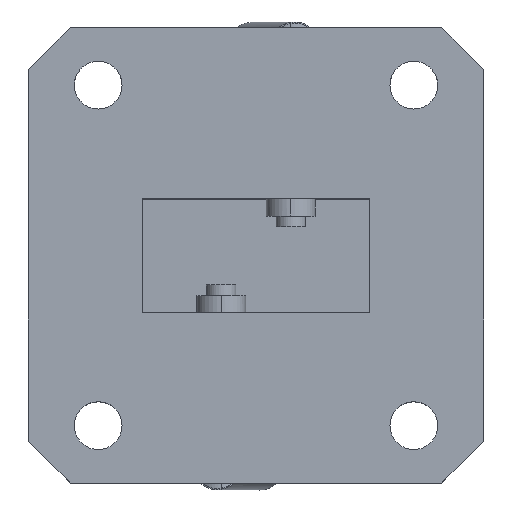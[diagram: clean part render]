
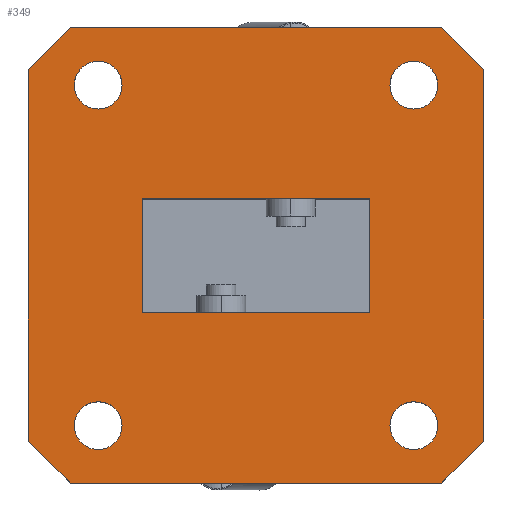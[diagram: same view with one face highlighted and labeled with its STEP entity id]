
A CAD part, top view. The second image highlights one B-rep face of the part: STEP entity #349.
In plain terms, the highlighted planar face has unit normal (0, 0, 1).
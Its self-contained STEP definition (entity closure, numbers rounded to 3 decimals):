
#349=ADVANCED_FACE('',(#701,#702,#703,#704,#705,#706),#707,.T.);
#701=FACE_OUTER_BOUND('',#1073,.T.);
#702=FACE_BOUND('',#1074,.T.);
#703=FACE_BOUND('',#1075,.T.);
#704=FACE_BOUND('',#1076,.T.);
#705=FACE_BOUND('',#1077,.T.);
#706=FACE_BOUND('',#1078,.T.);
#707=PLANE('',#1079);
#1073=EDGE_LOOP('',(#2025,#2026,#2027,#2028,#2029,#2030,#2031,#2032));
#1074=EDGE_LOOP('',(#2033,#2034,#2035,#2036));
#1075=EDGE_LOOP('',(#2037,#2038));
#1076=EDGE_LOOP('',(#2039,#2040));
#1077=EDGE_LOOP('',(#2041,#2042));
#1078=EDGE_LOOP('',(#2043,#2044));
#1079=AXIS2_PLACEMENT_3D('',#2045,#2046,#2047);
#2025=ORIENTED_EDGE('',*,*,#2531,.F.);
#2026=ORIENTED_EDGE('',*,*,#2536,.T.);
#2027=ORIENTED_EDGE('',*,*,#2554,.F.);
#2028=ORIENTED_EDGE('',*,*,#2557,.T.);
#2029=ORIENTED_EDGE('',*,*,#2566,.F.);
#2030=ORIENTED_EDGE('',*,*,#2568,.T.);
#2031=ORIENTED_EDGE('',*,*,#2560,.F.);
#2032=ORIENTED_EDGE('',*,*,#2563,.T.);
#2033=ORIENTED_EDGE('',*,*,#2569,.T.);
#2034=ORIENTED_EDGE('',*,*,#2570,.T.);
#2035=ORIENTED_EDGE('',*,*,#2571,.T.);
#2036=ORIENTED_EDGE('',*,*,#2572,.T.);
#2037=ORIENTED_EDGE('',*,*,#2573,.T.);
#2038=ORIENTED_EDGE('',*,*,#2510,.T.);
#2039=ORIENTED_EDGE('',*,*,#2574,.T.);
#2040=ORIENTED_EDGE('',*,*,#2515,.T.);
#2041=ORIENTED_EDGE('',*,*,#2575,.T.);
#2042=ORIENTED_EDGE('',*,*,#2520,.T.);
#2043=ORIENTED_EDGE('',*,*,#2576,.T.);
#2044=ORIENTED_EDGE('',*,*,#2525,.T.);
#2045=CARTESIAN_POINT('',(0.0,0.0,20.574));
#2046=DIRECTION('',(0.0,0.0,1.0));
#2047=DIRECTION('',(1.0,0.0,0.0));
#2510=EDGE_CURVE('',#3098,#3095,#3099,.T.);
#2515=EDGE_CURVE('',#3107,#3104,#3108,.T.);
#2520=EDGE_CURVE('',#3116,#3113,#3117,.T.);
#2525=EDGE_CURVE('',#3125,#3122,#3126,.T.);
#2531=EDGE_CURVE('',#3134,#3136,#3137,.T.);
#2536=EDGE_CURVE('',#3134,#3142,#3144,.T.);
#2554=EDGE_CURVE('',#3170,#3142,#3172,.T.);
#2557=EDGE_CURVE('',#3170,#3174,#3176,.T.);
#2560=EDGE_CURVE('',#3178,#3180,#3181,.T.);
#2563=EDGE_CURVE('',#3178,#3136,#3184,.T.);
#2566=EDGE_CURVE('',#3186,#3174,#3188,.T.);
#2568=EDGE_CURVE('',#3186,#3180,#3190,.T.);
#2569=EDGE_CURVE('',#3191,#3192,#3193,.T.);
#2570=EDGE_CURVE('',#3192,#3194,#3195,.T.);
#2571=EDGE_CURVE('',#3194,#3196,#3197,.T.);
#2572=EDGE_CURVE('',#3196,#3191,#3198,.T.);
#2573=EDGE_CURVE('',#3095,#3098,#3199,.T.);
#2574=EDGE_CURVE('',#3104,#3107,#3200,.T.);
#2575=EDGE_CURVE('',#3113,#3116,#3201,.T.);
#2576=EDGE_CURVE('',#3122,#3125,#3202,.T.);
#3095=VERTEX_POINT('',#3803);
#3098=VERTEX_POINT('',#3807);
#3099=CIRCLE('',#3808,2.0);
#3104=VERTEX_POINT('',#3814);
#3107=VERTEX_POINT('',#3818);
#3108=CIRCLE('',#3819,2.0);
#3113=VERTEX_POINT('',#3825);
#3116=VERTEX_POINT('',#3829);
#3117=CIRCLE('',#3830,2.0);
#3122=VERTEX_POINT('',#3836);
#3125=VERTEX_POINT('',#3840);
#3126=CIRCLE('',#3841,2.0);
#3134=VERTEX_POINT('',#3851);
#3136=VERTEX_POINT('',#3854);
#3137=LINE('',#3855,#3856);
#3142=VERTEX_POINT('',#3863);
#3144=LINE('',#3866,#3867);
#3170=VERTEX_POINT('',#3903);
#3172=LINE('',#3906,#3907);
#3174=VERTEX_POINT('',#3909);
#3176=LINE('',#3912,#3913);
#3178=VERTEX_POINT('',#3915);
#3180=VERTEX_POINT('',#3918);
#3181=LINE('',#3919,#3920);
#3184=LINE('',#3924,#3925);
#3186=VERTEX_POINT('',#3927);
#3188=LINE('',#3930,#3931);
#3190=LINE('',#3933,#3934);
#3191=VERTEX_POINT('',#3935);
#3192=VERTEX_POINT('',#3936);
#3193=LINE('',#3937,#3938);
#3194=VERTEX_POINT('',#3939);
#3195=LINE('',#3940,#3941);
#3196=VERTEX_POINT('',#3942);
#3197=LINE('',#3943,#3944);
#3198=LINE('',#3945,#3946);
#3199=CIRCLE('',#3947,2.0);
#3200=CIRCLE('',#3948,2.0);
#3201=CIRCLE('',#3949,2.0);
#3202=CIRCLE('',#3950,2.0);
#3803=CARTESIAN_POINT('',(15.21,14.25,20.574));
#3807=CARTESIAN_POINT('',(11.21,14.25,20.574));
#3808=AXIS2_PLACEMENT_3D('',#4568,#4569,#4570);
#3814=CARTESIAN_POINT('',(-15.21,14.25,20.574));
#3818=CARTESIAN_POINT('',(-11.21,14.25,20.574));
#3819=AXIS2_PLACEMENT_3D('',#4576,#4577,#4578);
#3825=CARTESIAN_POINT('',(-15.21,-14.25,20.574));
#3829=CARTESIAN_POINT('',(-11.21,-14.25,20.574));
#3830=AXIS2_PLACEMENT_3D('',#4584,#4585,#4586);
#3836=CARTESIAN_POINT('',(15.21,-14.25,20.574));
#3840=CARTESIAN_POINT('',(11.21,-14.25,20.574));
#3841=AXIS2_PLACEMENT_3D('',#4592,#4593,#4594);
#3851=CARTESIAN_POINT('',(15.55,19.05,20.574));
#3854=CARTESIAN_POINT('',(19.05,15.55,20.574));
#3855=CARTESIAN_POINT('',(17.3,17.3,20.574));
#3856=VECTOR('',#4601,1.0);
#3863=CARTESIAN_POINT('',(-15.55,19.05,20.574));
#3866=CARTESIAN_POINT('',(0.0,19.05,20.574));
#3867=VECTOR('',#4605,1.0);
#3903=CARTESIAN_POINT('',(-19.05,15.55,20.574));
#3906=CARTESIAN_POINT('',(-17.3,17.3,20.574));
#3907=VECTOR('',#4629,1.0);
#3909=CARTESIAN_POINT('',(-19.05,-15.55,20.574));
#3912=CARTESIAN_POINT('',(-19.05,0.0,20.574));
#3913=VECTOR('',#4631,1.0);
#3915=CARTESIAN_POINT('',(19.05,-15.55,20.574));
#3918=CARTESIAN_POINT('',(15.55,-19.05,20.574));
#3919=CARTESIAN_POINT('',(17.3,-17.3,20.574));
#3920=VECTOR('',#4633,1.0);
#3924=CARTESIAN_POINT('',(19.05,0.0,20.574));
#3925=VECTOR('',#4635,1.0);
#3927=CARTESIAN_POINT('',(-15.55,-19.05,20.574));
#3930=CARTESIAN_POINT('',(-17.3,-17.3,20.574));
#3931=VECTOR('',#4637,1.0);
#3933=CARTESIAN_POINT('',(0.0,-19.05,20.574));
#3934=VECTOR('',#4638,1.0);
#3935=CARTESIAN_POINT('',(9.525,-4.763,20.574));
#3936=CARTESIAN_POINT('',(-9.525,-4.763,20.574));
#3937=CARTESIAN_POINT('',(0.0,-4.763,20.574));
#3938=VECTOR('',#4639,1.0);
#3939=CARTESIAN_POINT('',(-9.525,4.763,20.574));
#3940=CARTESIAN_POINT('',(-9.525,0.0,20.574));
#3941=VECTOR('',#4640,1.0);
#3942=CARTESIAN_POINT('',(9.525,4.763,20.574));
#3943=CARTESIAN_POINT('',(0.0,4.763,20.574));
#3944=VECTOR('',#4641,1.0);
#3945=CARTESIAN_POINT('',(9.525,0.0,20.574));
#3946=VECTOR('',#4642,1.0);
#3947=AXIS2_PLACEMENT_3D('',#4643,#4644,#4645);
#3948=AXIS2_PLACEMENT_3D('',#4646,#4647,#4648);
#3949=AXIS2_PLACEMENT_3D('',#4649,#4650,#4651);
#3950=AXIS2_PLACEMENT_3D('',#4652,#4653,#4654);
#4568=CARTESIAN_POINT('',(13.21,14.25,20.574));
#4569=DIRECTION('',(0.0,0.0,-1.0));
#4570=DIRECTION('',(1.0,0.0,0.0));
#4576=CARTESIAN_POINT('',(-13.21,14.25,20.574));
#4577=DIRECTION('',(-0.0,0.0,-1.0));
#4578=DIRECTION('',(-1.0,0.0,0.0));
#4584=CARTESIAN_POINT('',(-13.21,-14.25,20.574));
#4585=DIRECTION('',(-0.0,0.0,-1.0));
#4586=DIRECTION('',(-1.0,0.0,0.0));
#4592=CARTESIAN_POINT('',(13.21,-14.25,20.574));
#4593=DIRECTION('',(0.0,0.0,-1.0));
#4594=DIRECTION('',(1.0,0.0,0.0));
#4601=DIRECTION('',(0.707,-0.707,0.0));
#4605=DIRECTION('',(-1.0,0.0,0.0));
#4629=DIRECTION('',(0.707,0.707,-0.0));
#4631=DIRECTION('',(0.0,-1.0,0.0));
#4633=DIRECTION('',(-0.707,-0.707,0.0));
#4635=DIRECTION('',(0.0,1.0,0.0));
#4637=DIRECTION('',(-0.707,0.707,0.0));
#4638=DIRECTION('',(1.0,0.0,0.0));
#4639=DIRECTION('',(-1.0,0.0,0.0));
#4640=DIRECTION('',(0.0,1.0,0.0));
#4641=DIRECTION('',(1.0,0.0,-0.0));
#4642=DIRECTION('',(0.0,-1.0,0.0));
#4643=CARTESIAN_POINT('',(13.21,14.25,20.574));
#4644=DIRECTION('',(0.0,0.0,-1.0));
#4645=DIRECTION('',(1.0,0.0,0.0));
#4646=CARTESIAN_POINT('',(-13.21,14.25,20.574));
#4647=DIRECTION('',(-0.0,0.0,-1.0));
#4648=DIRECTION('',(-1.0,0.0,0.0));
#4649=CARTESIAN_POINT('',(-13.21,-14.25,20.574));
#4650=DIRECTION('',(-0.0,0.0,-1.0));
#4651=DIRECTION('',(-1.0,0.0,0.0));
#4652=CARTESIAN_POINT('',(13.21,-14.25,20.574));
#4653=DIRECTION('',(0.0,0.0,-1.0));
#4654=DIRECTION('',(1.0,0.0,0.0));
